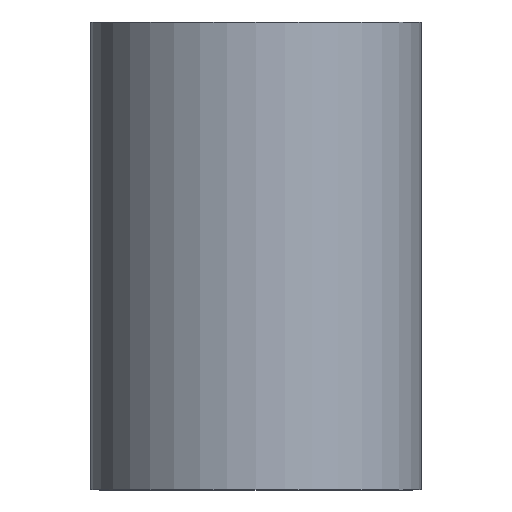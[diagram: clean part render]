
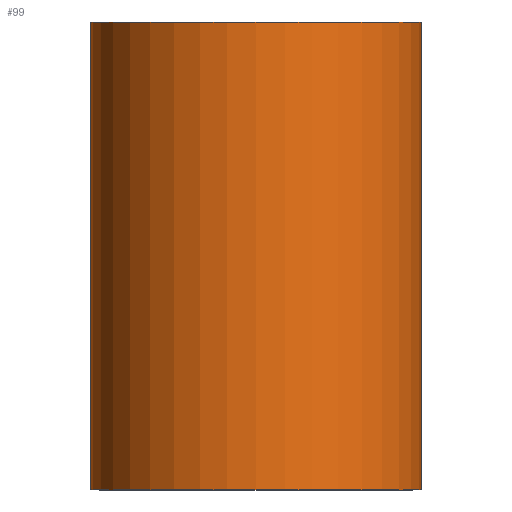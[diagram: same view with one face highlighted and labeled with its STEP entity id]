
A CAD part, top view. The second image highlights one B-rep face of the part: STEP entity #99.
In plain terms, the highlighted cylindrical face has radius 2.475 mm (diameter 4.95 mm), a partial arc.
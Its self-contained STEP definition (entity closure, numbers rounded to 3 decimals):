
#17=CYLINDRICAL_SURFACE('',#124,2.475);
#22=FACE_OUTER_BOUND('',#28,.T.);
#28=EDGE_LOOP('',(#84,#85,#86,#87));
#32=LINE('',#174,#38);
#35=LINE('',#181,#41);
#38=VECTOR('',#143,10.);
#41=VECTOR('',#150,10.);
#43=CIRCLE('',#117,2.475);
#47=CIRCLE('',#125,2.475);
#49=VERTEX_POINT('',#162);
#50=VERTEX_POINT('',#164);
#53=VERTEX_POINT('',#172);
#55=VERTEX_POINT('',#180);
#57=EDGE_CURVE('',#49,#50,#43,.T.);
#62=EDGE_CURVE('',#53,#49,#32,.T.);
#65=EDGE_CURVE('',#50,#55,#35,.T.);
#67=EDGE_CURVE('',#53,#55,#47,.T.);
#84=ORIENTED_EDGE('',*,*,#62,.F.);
#85=ORIENTED_EDGE('',*,*,#67,.T.);
#86=ORIENTED_EDGE('',*,*,#65,.F.);
#87=ORIENTED_EDGE('',*,*,#57,.F.);
#99=ADVANCED_FACE('',(#22),#17,.T.);
#117=AXIS2_PLACEMENT_3D('',#165,#133,#134);
#124=AXIS2_PLACEMENT_3D('',#183,#153,#154);
#125=AXIS2_PLACEMENT_3D('',#184,#155,#156);
#133=DIRECTION('center_axis',(0.,1.,0.));
#134=DIRECTION('ref_axis',(-0.979,0.,-0.202));
#143=DIRECTION('',(0.,1.,0.));
#150=DIRECTION('',(0.,-1.,0.));
#153=DIRECTION('center_axis',(0.,1.,0.));
#154=DIRECTION('ref_axis',(0.,0.,1.));
#155=DIRECTION('center_axis',(0.,1.,0.));
#156=DIRECTION('ref_axis',(-0.979,0.,-0.202));
#162=CARTESIAN_POINT('',(-2.44,7.,-0.417));
#164=CARTESIAN_POINT('',(2.44,7.,-0.417));
#165=CARTESIAN_POINT('Origin',(0.,7.,0.));
#172=CARTESIAN_POINT('',(-2.44,0.,-0.417));
#174=CARTESIAN_POINT('',(-2.44,0.,-0.417));
#180=CARTESIAN_POINT('',(2.44,0.,-0.417));
#181=CARTESIAN_POINT('',(2.44,0.,-0.417));
#183=CARTESIAN_POINT('Origin',(0.,0.,0.));
#184=CARTESIAN_POINT('Origin',(0.,0.,0.));
